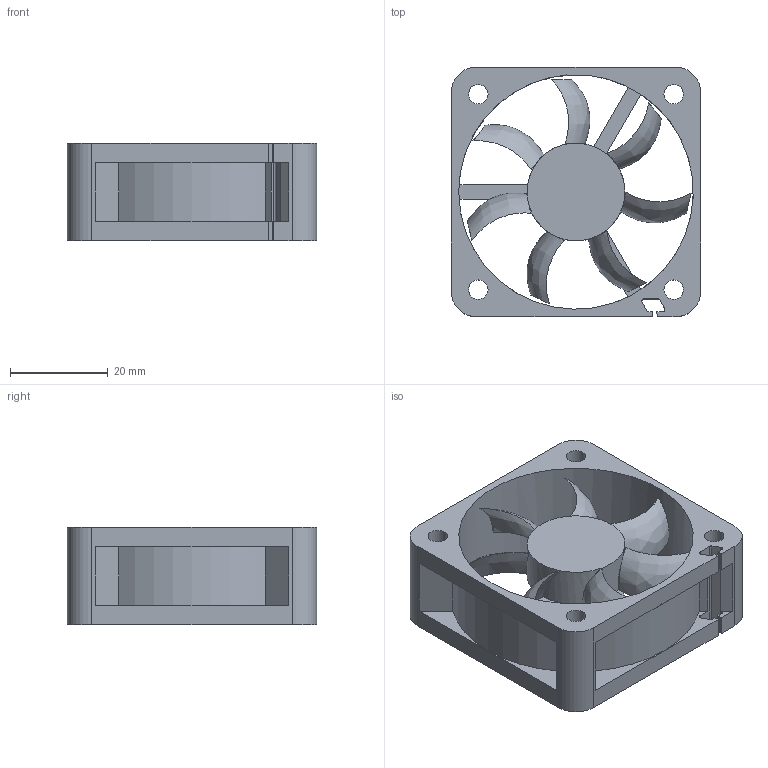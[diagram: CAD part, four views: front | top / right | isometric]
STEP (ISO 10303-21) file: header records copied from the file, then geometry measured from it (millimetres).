
FILE_DESCRIPTION(/* description */ (''),/* implementation_level */ '2;1');
FILE_NAME(/* name */ 'GDSTIME 50mm x 50mm x 20mm 12V Brushless Cooling Fan.stp',/* time_stamp */ '2018-03-07T16:19:32-05:00',/* author */ (''),/* organization */ (''),/* preprocessor_version */ 'ST-DEVELOPER v16',/* originating_system */ 'SIEMENS PLM Software NX 11.0',/* authorisation */ '');
FILE_SCHEMA (('AP203_CONFIGURATION_CONTROLLED_3D_DESIGN_OF_MECHANICAL_PARTS_AND_ASSEMBLIES_MIM_LF { 1 0 10303 403 2 1 2}'));
Length unit declared in the file: millimetre
Products named in the file (1): simr21EC7E828isp
Bounding box: 51 x 51 x 20 mm (x, y, z)
Volume: 15817.8 mm3; surface area: 14700.4 mm2
Topology: 1 solids, 1 shells, 147 faces, 353 edges, 211 vertices
Faces by surface type: plane 75, cylinder 58, bspline 14
Full cylindrical faces by diameter (mm): 4 x4, 5 x1, 48 x1
Entity records: 5824 total; most frequent: CARTESIAN_POINT 2574, ORIENTED_EDGE 682, DIRECTION 575, EDGE_CURVE 341, AXIS2_PLACEMENT_3D 209, VERTEX_POINT 205, EDGE_LOOP 170, LINE 157
